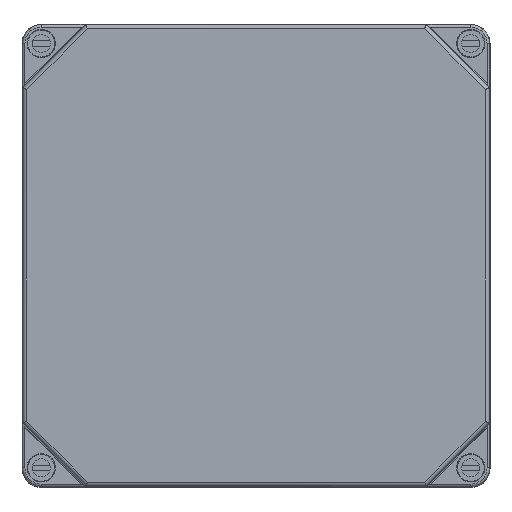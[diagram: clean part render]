
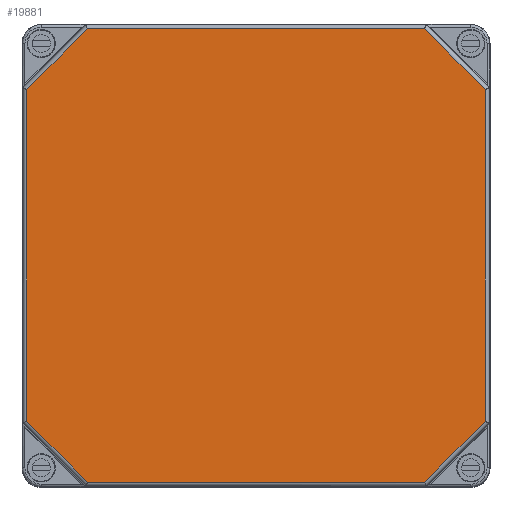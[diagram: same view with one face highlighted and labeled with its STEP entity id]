
A CAD part, top view. The second image highlights one B-rep face of the part: STEP entity #19881.
In plain terms, the highlighted planar face has unit normal (0, 0, 1).
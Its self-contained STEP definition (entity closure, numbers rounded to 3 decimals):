
#393 = EDGE_CURVE ( 'NONE', #19237, #2515, #11240, .T. ) ;
#861 = CARTESIAN_POINT ( 'NONE',  ( -89.182, 64.546, 92.5 ) ) ;
#1098 = CARTESIAN_POINT ( 'NONE',  ( 100., 88.182, 92.5 ) ) ;
#1663 = CARTESIAN_POINT ( 'NONE',  ( 0., 0., 92.5 ) ) ;
#1728 = CARTESIAN_POINT ( 'NONE',  ( -65.546, 88.182, 92.5 ) ) ;
#1951 = ORIENTED_EDGE ( 'NONE', *, *, #12092, .T. ) ;
#2237 = VECTOR ( 'NONE', #20931, 1000. ) ;
#2314 = CARTESIAN_POINT ( 'NONE',  ( 100., -88.182, 92.5 ) ) ;
#2515 = VERTEX_POINT ( 'NONE', #14742 ) ;
#2727 = VECTOR ( 'NONE', #13320, 1000. ) ;
#2955 = VECTOR ( 'NONE', #16883, 1000. ) ;
#3211 = VECTOR ( 'NONE', #6807, 1000. ) ;
#4058 = DIRECTION ( 'NONE',  ( -1., 0., 0. ) ) ;
#4152 = LINE ( 'NONE', #9422, #21059 ) ;
#4294 = FACE_OUTER_BOUND ( 'NONE', #4539, .T. ) ;
#4539 = EDGE_LOOP ( 'NONE', ( #15585, #11706, #21092, #8882, #1951, #19810, #10457, #22543 ) ) ;
#6585 = VECTOR ( 'NONE', #4058, 1000. ) ;
#6593 = VERTEX_POINT ( 'NONE', #20826 ) ;
#6805 = LINE ( 'NONE', #1098, #2727 ) ;
#6807 = DIRECTION ( 'NONE',  ( -0.707, 0.707, 0. ) ) ;
#6896 = LINE ( 'NONE', #12967, #10450 ) ;
#6958 = CARTESIAN_POINT ( 'NONE',  ( 65.546, -88.182, 92.5 ) ) ;
#7336 = VECTOR ( 'NONE', #21514, 1000. ) ;
#7639 = AXIS2_PLACEMENT_3D ( 'NONE', #1663, #20877, #10442 ) ;
#8702 = PLANE ( 'NONE',  #7639 ) ;
#8882 = ORIENTED_EDGE ( 'NONE', *, *, #13037, .T. ) ;
#9336 = CARTESIAN_POINT ( 'NONE',  ( -89.182, 150., 92.5 ) ) ;
#9422 = CARTESIAN_POINT ( 'NONE',  ( 89.182, 150., 92.5 ) ) ;
#9800 = CARTESIAN_POINT ( 'NONE',  ( 65.546, 88.182, 92.5 ) ) ;
#10442 = DIRECTION ( 'NONE',  ( 1., 0., 0. ) ) ;
#10450 = VECTOR ( 'NONE', #19896, 1000. ) ;
#10457 = ORIENTED_EDGE ( 'NONE', *, *, #19435, .T. ) ;
#10869 = VERTEX_POINT ( 'NONE', #9800 ) ;
#11240 = LINE ( 'NONE', #2314, #6585 ) ;
#11706 = ORIENTED_EDGE ( 'NONE', *, *, #19687, .T. ) ;
#11974 = LINE ( 'NONE', #9336, #7336 ) ;
#12092 = EDGE_CURVE ( 'NONE', #10869, #13684, #6805, .T. ) ;
#12228 = LINE ( 'NONE', #15112, #2955 ) ;
#12967 = CARTESIAN_POINT ( 'NONE',  ( -59.686, 94.042, 92.5 ) ) ;
#13037 = EDGE_CURVE ( 'NONE', #16401, #10869, #17158, .T. ) ;
#13320 = DIRECTION ( 'NONE',  ( -1., 0., 0. ) ) ;
#13336 = VERTEX_POINT ( 'NONE', #14662 ) ;
#13684 = VERTEX_POINT ( 'NONE', #1728 ) ;
#14662 = CARTESIAN_POINT ( 'NONE',  ( -89.182, -64.546, 92.5 ) ) ;
#14742 = CARTESIAN_POINT ( 'NONE',  ( -65.546, -88.182, 92.5 ) ) ;
#15112 = CARTESIAN_POINT ( 'NONE',  ( 59.686, -94.042, 92.5 ) ) ;
#15585 = ORIENTED_EDGE ( 'NONE', *, *, #393, .F. ) ;
#16361 = EDGE_CURVE ( 'NONE', #16401, #6593, #4152, .T. ) ;
#16401 = VERTEX_POINT ( 'NONE', #16413 ) ;
#16413 = CARTESIAN_POINT ( 'NONE',  ( 89.182, 64.546, 92.5 ) ) ;
#16883 = DIRECTION ( 'NONE',  ( 0.707, 0.707, 0. ) ) ;
#16954 = EDGE_CURVE ( 'NONE', #13684, #21168, #6896, .T. ) ;
#17158 = LINE ( 'NONE', #17258, #3211 ) ;
#17258 = CARTESIAN_POINT ( 'NONE',  ( 95.042, 58.686, 92.5 ) ) ;
#17280 = EDGE_CURVE ( 'NONE', #13336, #2515, #20780, .T. ) ;
#17442 = CARTESIAN_POINT ( 'NONE',  ( -95.042, -58.686, 92.5 ) ) ;
#19237 = VERTEX_POINT ( 'NONE', #6958 ) ;
#19435 = EDGE_CURVE ( 'NONE', #21168, #13336, #11974, .T. ) ;
#19687 = EDGE_CURVE ( 'NONE', #19237, #6593, #12228, .T. ) ;
#19810 = ORIENTED_EDGE ( 'NONE', *, *, #16954, .T. ) ;
#19847 = DIRECTION ( 'NONE',  ( 0., -1., 0. ) ) ;
#19881 = ADVANCED_FACE ( 'NONE', ( #4294 ), #8702, .T. ) ;
#19896 = DIRECTION ( 'NONE',  ( -0.707, -0.707, 0. ) ) ;
#20780 = LINE ( 'NONE', #17442, #2237 ) ;
#20826 = CARTESIAN_POINT ( 'NONE',  ( 89.182, -64.546, 92.5 ) ) ;
#20877 = DIRECTION ( 'NONE',  ( 0., 0., 1. ) ) ;
#20931 = DIRECTION ( 'NONE',  ( 0.707, -0.707, 0. ) ) ;
#21059 = VECTOR ( 'NONE', #19847, 1000. ) ;
#21092 = ORIENTED_EDGE ( 'NONE', *, *, #16361, .F. ) ;
#21168 = VERTEX_POINT ( 'NONE', #861 ) ;
#21514 = DIRECTION ( 'NONE',  ( 0., -1., 0. ) ) ;
#22543 = ORIENTED_EDGE ( 'NONE', *, *, #17280, .T. ) ;
